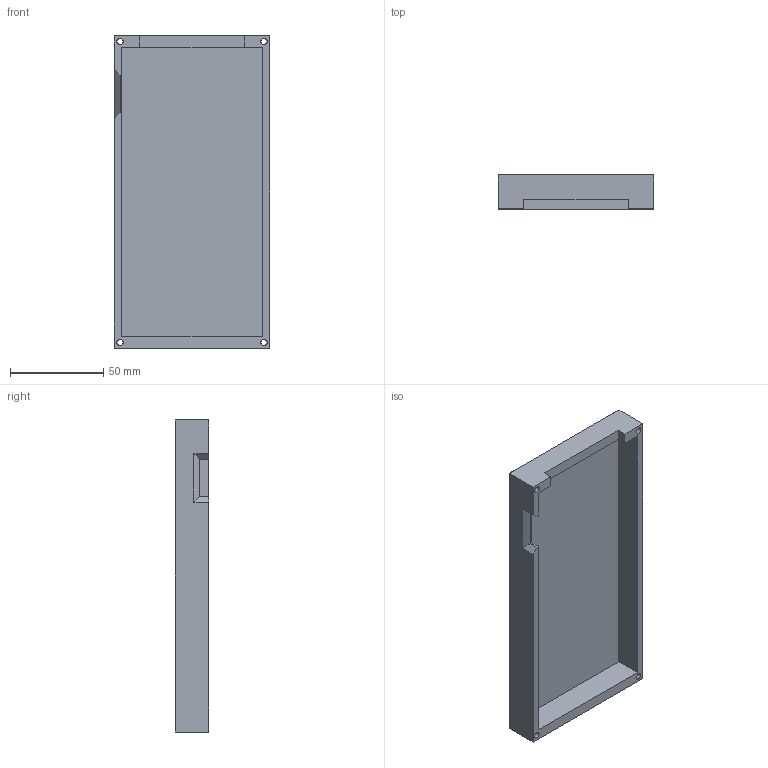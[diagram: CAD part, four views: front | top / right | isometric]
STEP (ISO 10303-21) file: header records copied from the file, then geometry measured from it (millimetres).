
FILE_DESCRIPTION(/* description */ ('','CAx-IF Rec.Pracs.---Representation and Presentation of Product Manufacturing Information (PMI)---4.0---2014-10-13'),/* implementation_level */ '2;1');
FILE_NAME(/* name */ 'battery_xiaomi-powerbank-50W-20000mAh_case_top.step',/* time_stamp */ '2024-11-25T23:13:34Z',/* author */ (''),/* organization */ (''),/* preprocessor_version */ 'ST-DEVELOPER v20',/* originating_system */ 'Autodesk Translation Framework v13.20.0.188',/* authorisation */ '');
FILE_SCHEMA (('AP242_MANAGED_MODEL_BASED_3D_ENGINEERING_MIM_LF { 1 0 10303 442 1 1 4 }'));
Length unit declared in the file: millimetre
Products named in the file (1): Xiaomi PowerBank 50W 20000mAh Case Top
Bounding box: 83 x 18 x 167 mm (x, y, z)
Volume: 81709.9 mm3; surface area: 45139 mm2
Topology: 1 solids, 1 shells, 745 faces, 2045 edges, 1358 vertices
Faces by surface type: bspline 372, plane 365, cone 4, cylinder 4
Full cylindrical faces by diameter (mm): 3.3 x4
Entity records: 26898 total; most frequent: CARTESIAN_POINT 10473, ORIENTED_EDGE 4090, DIRECTION 2067, EDGE_CURVE 2045, VERTEX_POINT 1358, LINE 1283, VECTOR 1283, EDGE_LOOP 809
